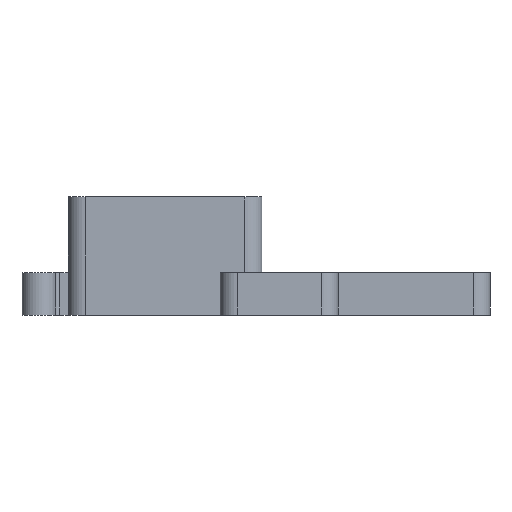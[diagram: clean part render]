
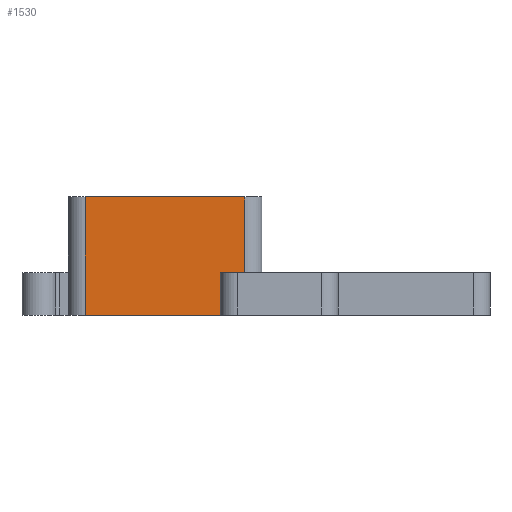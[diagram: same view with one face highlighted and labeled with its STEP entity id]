
A CAD part, front view. The second image highlights one B-rep face of the part: STEP entity #1530.
In plain terms, the highlighted planar face has unit normal (0, -1, 0).
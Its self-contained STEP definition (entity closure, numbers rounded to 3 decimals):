
#84=PLANE('',#1730);
#142=FACE_OUTER_BOUND('',#255,.T.);
#255=EDGE_LOOP('',(#1305,#1306,#1307,#1308,#1309,#1310));
#394=LINE('',#2278,#513);
#421=LINE('',#2409,#540);
#437=LINE('',#2486,#556);
#439=LINE('',#2496,#558);
#475=LINE('',#2624,#594);
#480=LINE('',#2635,#599);
#513=VECTOR('',#1791,10.);
#540=VECTOR('',#1924,10.);
#556=VECTOR('',#1996,10.);
#558=VECTOR('',#2012,10.);
#594=VECTOR('',#2138,10.);
#599=VECTOR('',#2155,10.);
#640=VERTEX_POINT('',#2275);
#641=VERTEX_POINT('',#2277);
#691=VERTEX_POINT('',#2406);
#692=VERTEX_POINT('',#2408);
#725=VERTEX_POINT('',#2485);
#726=VERTEX_POINT('',#2495);
#787=EDGE_CURVE('',#641,#640,#394,.T.);
#850=EDGE_CURVE('',#691,#692,#421,.T.);
#889=EDGE_CURVE('',#641,#725,#437,.T.);
#894=EDGE_CURVE('',#725,#726,#439,.T.);
#961=EDGE_CURVE('',#691,#726,#475,.T.);
#966=EDGE_CURVE('',#692,#640,#480,.T.);
#1305=ORIENTED_EDGE('',*,*,#889,.F.);
#1306=ORIENTED_EDGE('',*,*,#787,.T.);
#1307=ORIENTED_EDGE('',*,*,#966,.F.);
#1308=ORIENTED_EDGE('',*,*,#850,.F.);
#1309=ORIENTED_EDGE('',*,*,#961,.T.);
#1310=ORIENTED_EDGE('',*,*,#894,.F.);
#1530=ADVANCED_FACE('',(#142),#84,.T.);
#1730=AXIS2_PLACEMENT_3D('',#2634,#2153,#2154);
#1791=DIRECTION('',(-1.,0.,0.));
#1924=DIRECTION('',(-1.,0.,0.));
#1996=DIRECTION('',(0.,0.,-1.));
#2012=DIRECTION('',(-1.,0.,0.));
#2138=DIRECTION('',(0.,0.,1.));
#2153=DIRECTION('center_axis',(0.,-1.,0.));
#2154=DIRECTION('ref_axis',(1.,0.,0.));
#2155=DIRECTION('',(0.,0.,1.));
#2275=CARTESIAN_POINT('',(-23.,-25.,14.));
#2277=CARTESIAN_POINT('',(-4.06,-25.,14.));
#2278=CARTESIAN_POINT('',(-18.265,-25.,14.));
#2406=CARTESIAN_POINT('',(-5.,-25.,0.));
#2408=CARTESIAN_POINT('',(-23.,-25.,0.));
#2409=CARTESIAN_POINT('',(0.,-25.,0.));
#2485=CARTESIAN_POINT('',(-4.06,-25.,5.));
#2486=CARTESIAN_POINT('',(-4.06,-25.,2.5));
#2495=CARTESIAN_POINT('',(-5.,-25.,5.));
#2496=CARTESIAN_POINT('',(-17.75,-25.,5.));
#2624=CARTESIAN_POINT('',(-5.,-25.,2.5));
#2634=CARTESIAN_POINT('Origin',(-23.,-25.,0.));
#2635=CARTESIAN_POINT('',(-23.,-25.,0.));
